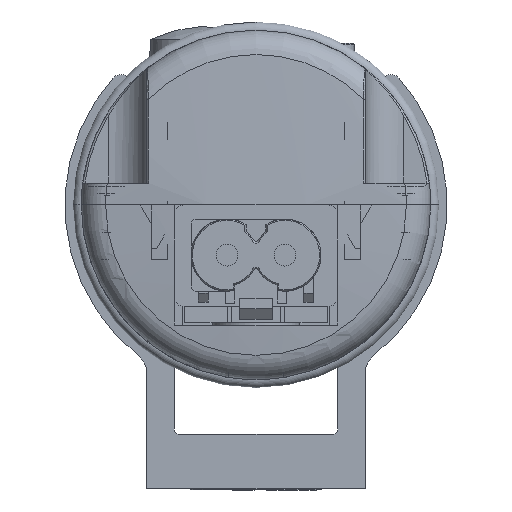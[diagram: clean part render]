
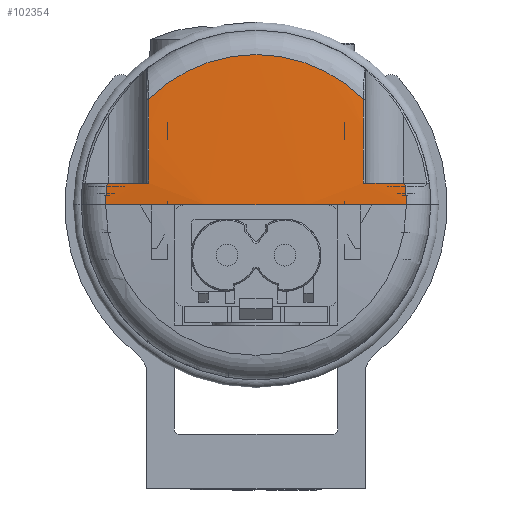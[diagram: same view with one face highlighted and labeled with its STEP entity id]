
A CAD part, left-side view. The second image highlights one B-rep face of the part: STEP entity #102354.
In plain terms, the highlighted spherical face has radius 128.5 mm.
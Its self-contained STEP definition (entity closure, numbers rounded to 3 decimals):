
#3978=SPHERICAL_SURFACE('',#108057,128.5);
#4497=CIRCLE('',#107981,128.125);
#4501=CIRCLE('',#107989,128.125);
#4542=CIRCLE('',#108056,128.484);
#4543=CIRCLE('',#108058,128.484);
#4544=CIRCLE('',#108059,13.768);
#4545=CIRCLE('',#108060,128.5);
#4546=CIRCLE('',#108061,13.768);
#4547=CIRCLE('',#108062,13.768);
#11359=FACE_OUTER_BOUND('',#16954,.T.);
#16954=EDGE_LOOP('',(#75995,#75996,#75997,#75998,#75999,#76000,#76001,#76002));
#45045=VERTEX_POINT('',#158539);
#45047=VERTEX_POINT('',#158555);
#45051=VERTEX_POINT('',#158580);
#45052=VERTEX_POINT('',#158582);
#45102=VERTEX_POINT('',#159059);
#45104=VERTEX_POINT('',#159074);
#45105=VERTEX_POINT('',#159076);
#45106=VERTEX_POINT('',#159078);
#56635=EDGE_CURVE('',#45047,#45045,#4497,.T.);
#56643=EDGE_CURVE('',#45051,#45052,#4501,.T.);
#56718=EDGE_CURVE('',#45052,#45102,#4542,.T.);
#56721=EDGE_CURVE('',#45104,#45047,#4543,.T.);
#56722=EDGE_CURVE('',#45105,#45104,#4544,.T.);
#56723=EDGE_CURVE('',#45105,#45106,#4545,.T.);
#56724=EDGE_CURVE('',#45102,#45106,#4546,.T.);
#56725=EDGE_CURVE('',#45045,#45051,#4547,.T.);
#75995=ORIENTED_EDGE('',*,*,#56721,.F.);
#75996=ORIENTED_EDGE('',*,*,#56722,.F.);
#75997=ORIENTED_EDGE('',*,*,#56723,.T.);
#75998=ORIENTED_EDGE('',*,*,#56724,.F.);
#75999=ORIENTED_EDGE('',*,*,#56718,.F.);
#76000=ORIENTED_EDGE('',*,*,#56643,.F.);
#76001=ORIENTED_EDGE('',*,*,#56725,.F.);
#76002=ORIENTED_EDGE('',*,*,#56635,.F.);
#102354=ADVANCED_FACE('',(#11359),#3978,.T.);
#107981=AXIS2_PLACEMENT_3D('',#158566,#121891,#121892);
#107989=AXIS2_PLACEMENT_3D('',#158583,#121911,#121912);
#108056=AXIS2_PLACEMENT_3D('',#159060,#122059,#122060);
#108057=AXIS2_PLACEMENT_3D('',#159073,#122062,#122063);
#108058=AXIS2_PLACEMENT_3D('',#159075,#122064,#122065);
#108059=AXIS2_PLACEMENT_3D('',#159077,#122066,#122067);
#108060=AXIS2_PLACEMENT_3D('',#159079,#122068,#122069);
#108061=AXIS2_PLACEMENT_3D('',#159080,#122070,#122071);
#108062=AXIS2_PLACEMENT_3D('',#159081,#122072,#122073);
#121891=DIRECTION('center_axis',(0.,1.,0.));
#121892=DIRECTION('ref_axis',(-0.999,0.,0.045));
#121911=DIRECTION('center_axis',(0.,-1.,0.));
#121912=DIRECTION('ref_axis',(-0.999,0.,0.045));
#122059=DIRECTION('center_axis',(0.,0.,1.));
#122060=DIRECTION('ref_axis',(0.,1.,0.));
#122062=DIRECTION('center_axis',(0.,0.,1.));
#122063=DIRECTION('ref_axis',(-1.,0.,0.));
#122064=DIRECTION('center_axis',(0.,0.,1.));
#122065=DIRECTION('ref_axis',(0.,1.,0.));
#122066=DIRECTION('center_axis',(1.,0.,0.));
#122067=DIRECTION('ref_axis',(0.,0.,1.));
#122068=DIRECTION('center_axis',(0.,0.,1.));
#122069=DIRECTION('ref_axis',(-0.992,0.125,0.));
#122070=DIRECTION('center_axis',(1.,0.,0.));
#122071=DIRECTION('ref_axis',(0.,0.,1.));
#122072=DIRECTION('center_axis',(1.,0.,0.));
#122073=DIRECTION('ref_axis',(0.,0.,1.));
#158539=CARTESIAN_POINT('',(-352.76,9.815,9.655));
#158555=CARTESIAN_POINT('',(-353.109,9.815,2.));
#158566=CARTESIAN_POINT('Origin',(-225.,9.815,0.));
#158580=CARTESIAN_POINT('',(-352.76,-9.815,9.655));
#158582=CARTESIAN_POINT('',(-353.109,-9.815,2.));
#158583=CARTESIAN_POINT('Origin',(-225.,-9.815,0.));
#159059=CARTESIAN_POINT('',(-352.76,-13.622,2.));
#159060=CARTESIAN_POINT('Origin',(-225.,0.,2.));
#159073=CARTESIAN_POINT('Origin',(-225.,0.,0.));
#159074=CARTESIAN_POINT('',(-352.76,13.622,2.));
#159075=CARTESIAN_POINT('Origin',(-225.,0.,2.));
#159076=CARTESIAN_POINT('',(-352.76,13.768,0.));
#159077=CARTESIAN_POINT('Origin',(-352.76,0.,0.));
#159078=CARTESIAN_POINT('',(-352.76,-13.768,0.));
#159079=CARTESIAN_POINT('Origin',(-225.,0.,0.));
#159080=CARTESIAN_POINT('Origin',(-352.76,0.,0.));
#159081=CARTESIAN_POINT('Origin',(-352.76,0.,0.));
